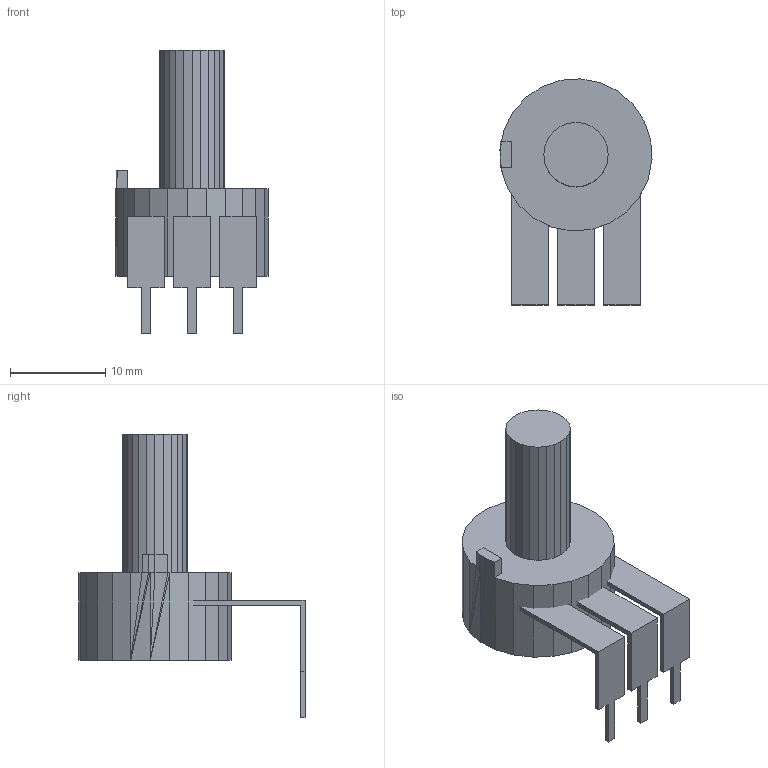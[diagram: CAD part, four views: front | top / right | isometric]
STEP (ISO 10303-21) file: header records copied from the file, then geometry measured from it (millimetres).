
FILE_DESCRIPTION(('FreeCAD Model'),'2;1');
FILE_NAME('Potentiometer_RV16AF-41-15K.step', '2018-03-04T04:00:04',('kicad StepUp'),('ksu MCAD'), 'Open CASCADE STEP processor 6.8','FreeCAD','Unknown');
FILE_SCHEMA(('AUTOMOTIVE_DESIGN_CC2 { 1 2 10303 214 -1 1 5 4 }'));
Length unit declared in the file: millimetre
Products named in the file (6): ASSEMBLY; Mesh001001_(Solid)001; Mesh003001_(Solid)001; Mesh004001_(Solid)001; Mesh002002_(Solid)001; Mesh002001_(Solid)001
Assembly tree (5 placements, depth 2):
  ASSEMBLY
    Mesh001001_(Solid)001
    Mesh003001_(Solid)001
    Mesh004001_(Solid)001
    Mesh002002_(Solid)001
    Mesh002001_(Solid)001
Bounding box: 15.95 x 23.72 x 29.74 mm (x, y, z)
Volume: 111 mm3; surface area: 1717.3 mm2
Topology: 3 solids, 5 shells, 103 faces, 288 edges, 193 vertices
Faces by surface type: plane 103
Entity records: 3344 total; most frequent: CARTESIAN_POINT 590, ORIENTED_EDGE 525, DIRECTION 506, EDGE_CURVE 288, LINE 288, VECTOR 288, VERTEX_POINT 193, AXIS2_PLACEMENT_3D 109
